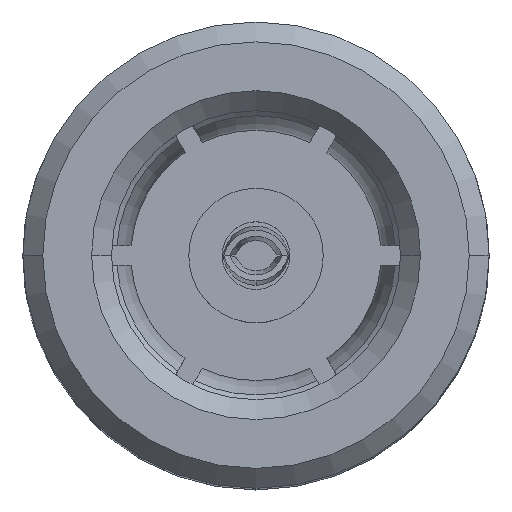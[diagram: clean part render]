
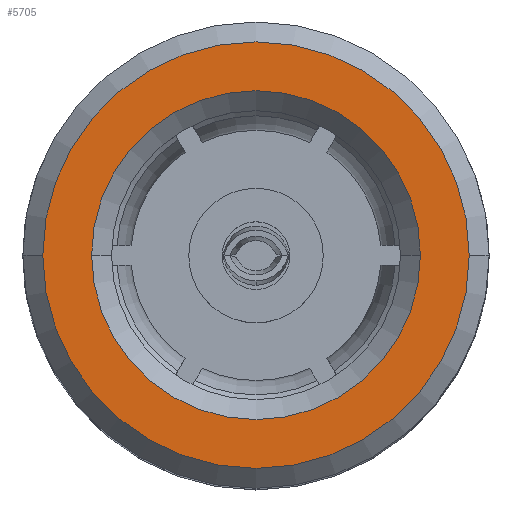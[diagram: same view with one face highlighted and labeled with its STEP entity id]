
A CAD part, top view. The second image highlights one B-rep face of the part: STEP entity #5705.
In plain terms, the highlighted planar face has unit normal (0, 0, 1).
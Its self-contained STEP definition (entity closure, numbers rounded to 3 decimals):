
#104 = EDGE_LOOP ( 'NONE', ( #4513, #712 ) ) ;
#210 = AXIS2_PLACEMENT_3D ( 'NONE', #280, #3363, #751 ) ;
#280 = CARTESIAN_POINT ( 'NONE',  ( 0., 0., 0.8 ) ) ;
#283 = AXIS2_PLACEMENT_3D ( 'NONE', #3118, #480, #3555 ) ;
#480 = DIRECTION ( 'NONE',  ( 0., 0., 1. ) ) ;
#623 = CARTESIAN_POINT ( 'NONE',  ( 2.14, 0., 0.8 ) ) ;
#670 = DIRECTION ( 'NONE',  ( 0., 0., 1. ) ) ;
#712 = ORIENTED_EDGE ( 'NONE', *, *, #3343, .F. ) ;
#751 = DIRECTION ( 'NONE',  ( 1., 0., 0. ) ) ;
#803 = VERTEX_POINT ( 'NONE', #4762 ) ;
#982 = DIRECTION ( 'NONE',  ( 0., 0., 1. ) ) ;
#1126 = AXIS2_PLACEMENT_3D ( 'NONE', #2214, #5296, #2640 ) ;
#1136 = FACE_BOUND ( 'NONE', #104, .T. ) ;
#1516 = CIRCLE ( 'NONE', #1856, 1.65 ) ;
#1856 = AXIS2_PLACEMENT_3D ( 'NONE', #4814, #670, #3722 ) ;
#2059 = CIRCLE ( 'NONE', #283, 2.14 ) ;
#2090 = EDGE_CURVE ( 'NONE', #4161, #2445, #3909, .T. ) ;
#2193 = PLANE ( 'NONE',  #1126 ) ;
#2214 = CARTESIAN_POINT ( 'NONE',  ( 0., 1.65, 0.8 ) ) ;
#2286 = EDGE_CURVE ( 'NONE', #2445, #4161, #2059, .T. ) ;
#2445 = VERTEX_POINT ( 'NONE', #623 ) ;
#2640 = DIRECTION ( 'NONE',  ( -1., 0., 0. ) ) ;
#2919 = CARTESIAN_POINT ( 'NONE',  ( -2.14, 0., 0.8 ) ) ;
#3077 = EDGE_CURVE ( 'NONE', #803, #3210, #1516, .T. ) ;
#3118 = CARTESIAN_POINT ( 'NONE',  ( 0., 0., 0.8 ) ) ;
#3210 = VERTEX_POINT ( 'NONE', #4757 ) ;
#3343 = EDGE_CURVE ( 'NONE', #3210, #803, #4410, .T. ) ;
#3363 = DIRECTION ( 'NONE',  ( 0., 0., 1. ) ) ;
#3555 = DIRECTION ( 'NONE',  ( 1., 0., 0. ) ) ;
#3587 = ORIENTED_EDGE ( 'NONE', *, *, #2090, .T. ) ;
#3614 = CARTESIAN_POINT ( 'NONE',  ( 0., 0., 0.8 ) ) ;
#3722 = DIRECTION ( 'NONE',  ( 1., 0., 0. ) ) ;
#3909 = CIRCLE ( 'NONE', #210, 2.14 ) ;
#4041 = EDGE_LOOP ( 'NONE', ( #3587, #4917 ) ) ;
#4079 = DIRECTION ( 'NONE',  ( 1., 0., 0. ) ) ;
#4161 = VERTEX_POINT ( 'NONE', #2919 ) ;
#4410 = CIRCLE ( 'NONE', #4567, 1.65 ) ;
#4513 = ORIENTED_EDGE ( 'NONE', *, *, #3077, .F. ) ;
#4524 = FACE_OUTER_BOUND ( 'NONE', #4041, .T. ) ;
#4567 = AXIS2_PLACEMENT_3D ( 'NONE', #3614, #982, #4079 ) ;
#4757 = CARTESIAN_POINT ( 'NONE',  ( -1.65, 0., 0.8 ) ) ;
#4762 = CARTESIAN_POINT ( 'NONE',  ( 1.65, 0., 0.8 ) ) ;
#4814 = CARTESIAN_POINT ( 'NONE',  ( 0., 0., 0.8 ) ) ;
#4917 = ORIENTED_EDGE ( 'NONE', *, *, #2286, .T. ) ;
#5296 = DIRECTION ( 'NONE',  ( 0., 0., -1. ) ) ;
#5705 = ADVANCED_FACE ( 'NONE', ( #1136, #4524 ), #2193, .F. ) ;
